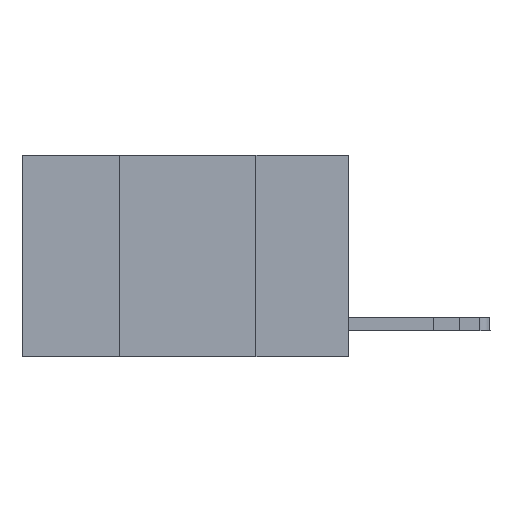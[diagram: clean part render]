
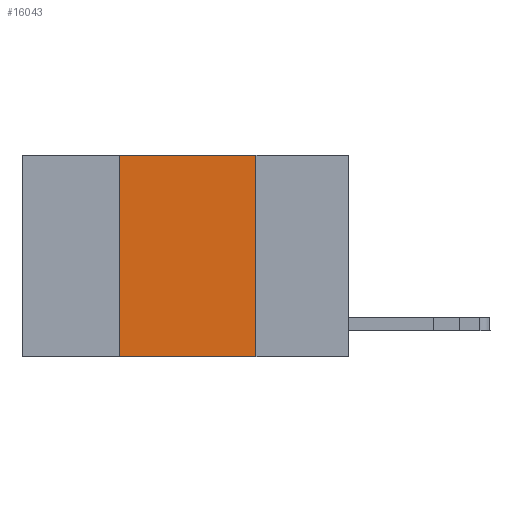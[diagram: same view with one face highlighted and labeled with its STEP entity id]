
A CAD part, left-side view. The second image highlights one B-rep face of the part: STEP entity #16043.
In plain terms, the highlighted planar face has unit normal (-1, 0, 0).
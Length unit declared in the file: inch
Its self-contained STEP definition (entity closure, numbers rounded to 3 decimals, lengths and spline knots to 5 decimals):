
#4 = EDGE_CURVE ( 'NONE', #17884, #19132, #3754, .T. ) ;
#928 = CARTESIAN_POINT ( 'NONE',  ( 0., 0.42, -0.37 ) ) ;
#1286 = LINE ( 'NONE', #5060, #8370 ) ;
#2257 = PLANE ( 'NONE',  #17629 ) ;
#2612 = ORIENTED_EDGE ( 'NONE', *, *, #9857, .T. ) ;
#3196 = EDGE_CURVE ( 'NONE', #9511, #13941, #15875, .T. ) ;
#3463 = DIRECTION ( 'NONE',  ( 0., 0., -1. ) ) ;
#3673 = CARTESIAN_POINT ( 'NONE',  ( 0., 0.6, 0. ) ) ;
#3754 = LINE ( 'NONE', #21904, #14706 ) ;
#4062 = DIRECTION ( 'NONE',  ( 0., -1., 0. ) ) ;
#5060 = CARTESIAN_POINT ( 'NONE',  ( 0., 0.6, -0.37 ) ) ;
#5437 = DIRECTION ( 'NONE',  ( 0., 0., -1. ) ) ;
#5455 = VECTOR ( 'NONE', #4062, 39.37008 ) ;
#5543 = CARTESIAN_POINT ( 'NONE',  ( 0., 0.17, 0. ) ) ;
#6201 = CARTESIAN_POINT ( 'NONE',  ( 0., 0.17, -0.37 ) ) ;
#7505 = DIRECTION ( 'NONE',  ( 0., 0., 1. ) ) ;
#8187 = CARTESIAN_POINT ( 'NONE',  ( 0., 0.42, 0. ) ) ;
#8370 = VECTOR ( 'NONE', #15817, 39.37008 ) ;
#9511 = VERTEX_POINT ( 'NONE', #5543 ) ;
#9740 = ORIENTED_EDGE ( 'NONE', *, *, #4, .F. ) ;
#9857 = EDGE_CURVE ( 'NONE', #17884, #13941, #1286, .T. ) ;
#9901 = VECTOR ( 'NONE', #3463, 39.37008 ) ;
#10359 = FACE_OUTER_BOUND ( 'NONE', #21734, .T. ) ;
#12192 = ORIENTED_EDGE ( 'NONE', *, *, #3196, .F. ) ;
#12571 = DIRECTION ( 'NONE',  ( 1., 0., 0. ) ) ;
#13941 = VERTEX_POINT ( 'NONE', #6201 ) ;
#14352 = EDGE_CURVE ( 'NONE', #19132, #9511, #20111, .T. ) ;
#14706 = VECTOR ( 'NONE', #7505, 39.37008 ) ;
#15817 = DIRECTION ( 'NONE',  ( 0., -1., 0. ) ) ;
#15875 = LINE ( 'NONE', #15992, #9901 ) ;
#15992 = CARTESIAN_POINT ( 'NONE',  ( 0., 0.17, 0. ) ) ;
#16043 = ADVANCED_FACE ( 'NONE', ( #10359 ), #2257, .F. ) ;
#16574 = CARTESIAN_POINT ( 'NONE',  ( 0., 0.6, 0. ) ) ;
#17629 = AXIS2_PLACEMENT_3D ( 'NONE', #3673, #12571, #5437 ) ;
#17884 = VERTEX_POINT ( 'NONE', #928 ) ;
#19132 = VERTEX_POINT ( 'NONE', #8187 ) ;
#20111 = LINE ( 'NONE', #16574, #5455 ) ;
#21734 = EDGE_LOOP ( 'NONE', ( #12192, #22091, #9740, #2612 ) ) ;
#21904 = CARTESIAN_POINT ( 'NONE',  ( 0., 0.42, 0. ) ) ;
#22091 = ORIENTED_EDGE ( 'NONE', *, *, #14352, .F. ) ;
